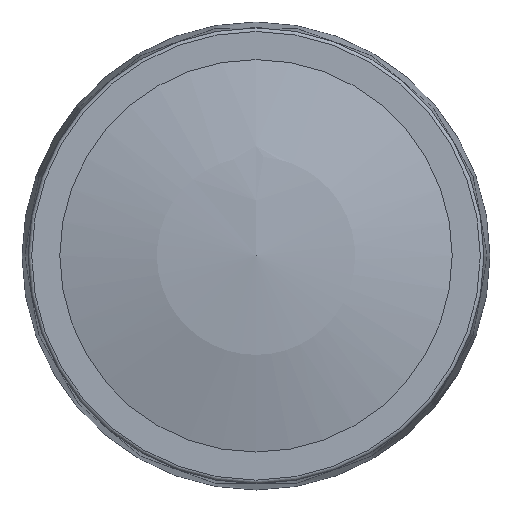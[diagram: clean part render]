
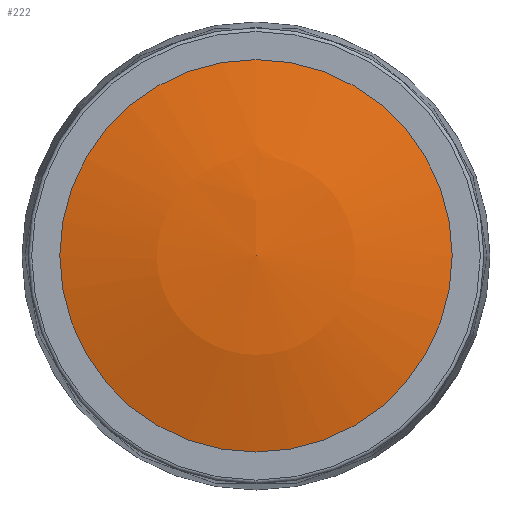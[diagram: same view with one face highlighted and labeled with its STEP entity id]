
A CAD part, top view. The second image highlights one B-rep face of the part: STEP entity #222.
In plain terms, the highlighted spherical face has radius 39.101 mm.
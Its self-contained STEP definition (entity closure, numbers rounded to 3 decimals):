
#222 = ADVANCED_FACE( '', ( #503 ), #504, .T. );
#503 = FACE_OUTER_BOUND( '', #836, .T. );
#504 = SPHERICAL_SURFACE( '', #837, 39.101 );
#836 = EDGE_LOOP( '', ( #1372 ) );
#837 = AXIS2_PLACEMENT_3D( '', #1373, #1374, #1375 );
#1372 = ORIENTED_EDGE( '', *, *, #1806, .T. );
#1373 = CARTESIAN_POINT( '', ( 0., 0., -16.601 ) );
#1374 = DIRECTION( '', ( 0., 0., 1. ) );
#1375 = DIRECTION( '', ( 0., 1., 0. ) );
#1806 = EDGE_CURVE( '', #2143, #2143, #2144, .T. );
#2143 = VERTEX_POINT( '', #2761 );
#2144 = CIRCLE( '', #2762, 10.9 );
#2761 = CARTESIAN_POINT( '', ( 10.9, 0., 20.95 ) );
#2762 = AXIS2_PLACEMENT_3D( '', #3046, #3047, #3048 );
#3046 = CARTESIAN_POINT( '', ( 0., 0., 20.95 ) );
#3047 = DIRECTION( '', ( 0., 0., 1. ) );
#3048 = DIRECTION( '', ( 1., 0., 0. ) );
